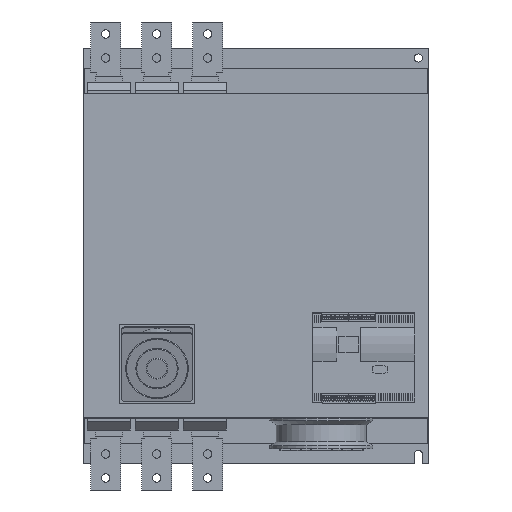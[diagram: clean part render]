
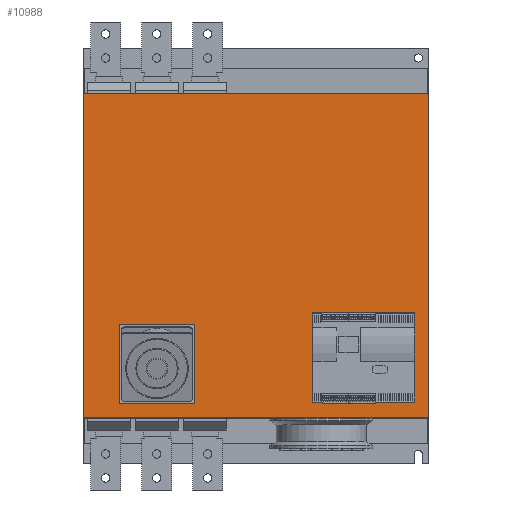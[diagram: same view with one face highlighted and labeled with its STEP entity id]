
A CAD part, front view. The second image highlights one B-rep face of the part: STEP entity #10988.
In plain terms, the highlighted planar face has unit normal (0, -1, 0).
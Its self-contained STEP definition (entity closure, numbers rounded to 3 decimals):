
#5382=EDGE_CURVE('',#9830,#6804,#15787,.T.);
#6036=EDGE_CURVE('',#13268,#6164,#16490,.T.);
#6164=VERTEX_POINT('',#16635);
#6804=VERTEX_POINT('',#17345);
#6898=EDGE_CURVE('',#7356,#10348,#17442,.T.);
#7356=VERTEX_POINT('',#17939);
#7980=VERTEX_POINT('',#18674);
#8546=EDGE_CURVE('',#10478,#9830,#19300,.T.);
#8964=EDGE_CURVE('',#6164,#13806,#19764,.T.);
#9224=EDGE_CURVE('',#10812,#6804,#20063,.T.);
#9328=VERTEX_POINT('',#20182);
#9708=EDGE_CURVE('',#14556,#9328,#20628,.T.);
#9830=VERTEX_POINT('',#20760);
#10158=EDGE_CURVE('',#10348,#14556,#21127,.T.);
#10284=EDGE_CURVE('',#9328,#7356,#21266,.T.);
#10348=VERTEX_POINT('',#21338);
#10478=VERTEX_POINT('',#21485);
#10812=VERTEX_POINT('',#21849);
#10988=ADVANCED_FACE('',(#22047,#22048,#22049),#22050,.T.);
#11750=EDGE_CURVE('',#10478,#10812,#22886,.T.);
#13268=VERTEX_POINT('',#24577);
#13806=VERTEX_POINT('',#25169);
#14348=EDGE_CURVE('',#13806,#7980,#25783,.T.);
#14382=EDGE_CURVE('',#7980,#13268,#25819,.T.);
#14556=VERTEX_POINT('',#26009);
#15787=LINE('',#27367,#27368);
#16490=LINE('',#28367,#28368);
#16635=CARTESIAN_POINT('',(-102.5,-249.0,-460.5));
#17345=CARTESIAN_POINT('',(288.0,-249.,-76.5));
#17442=LINE('',#29693,#29694);
#17939=CARTESIAN_POINT('',(264.4,-249.0,-440.35));
#18674=CARTESIAN_POINT('',(-227.5,-249.0,-592.7));
#19300=LINE('',#32255,#32256);
#19764=LINE('',#32877,#32878);
#20063=LINE('',#33291,#33292);
#20182=CARTESIAN_POINT('',(94.4,-249.0,-440.35));
#20628=LINE('',#34037,#34038);
#20760=CARTESIAN_POINT('',(-288.0,-249.,-76.5));
#21127=LINE('',#34710,#34711);
#21266=LINE('',#34910,#34911);
#21338=CARTESIAN_POINT('',(264.4,-249.0,-588.35));
#21485=CARTESIAN_POINT('',(-288.0,-249.,-616.5));
#21849=CARTESIAN_POINT('',(288.0,-249.,-616.5));
#22047=FACE_BOUND('',#35999,.T.);
#22048=FACE_BOUND('',#36000,.T.);
#22049=FACE_OUTER_BOUND('',#36001,.T.);
#22050=PLANE('',#36002);
#22886=LINE('',#37165,#37166);
#24577=CARTESIAN_POINT('',(-227.5,-249.0,-460.5));
#25169=CARTESIAN_POINT('',(-102.5,-249.0,-592.7));
#25783=LINE('',#41175,#41176);
#25819=LINE('',#41226,#41227);
#26009=CARTESIAN_POINT('',(94.4,-249.0,-588.35));
#27367=CARTESIAN_POINT('',(-288.0,-249.,-76.5));
#27368=VECTOR('',#43212,1.0);
#28367=CARTESIAN_POINT('',(91.75,-249.0,-460.5));
#28368=VECTOR('',#43864,1.0);
#29693=CARTESIAN_POINT('',(264.4,-249.0,-602.425));
#29694=VECTOR('',#44871,1.0);
#32255=CARTESIAN_POINT('',(-288.0,-249.,-616.5));
#32256=VECTOR('',#47018,1.0);
#32877=CARTESIAN_POINT('',(-102.5,-249.0,-604.6));
#32878=VECTOR('',#47545,1.0);
#33291=CARTESIAN_POINT('',(288.0,-249.,-616.5));
#33292=VECTOR('',#47924,1.0);
#34037=CARTESIAN_POINT('',(94.4,-249.0,-528.425));
#34038=VECTOR('',#48710,1.0);
#34710=CARTESIAN_POINT('',(190.2,-249.0,-588.35));
#34711=VECTOR('',#49267,1.0);
#34910=CARTESIAN_POINT('',(275.2,-249.0,-440.35));
#34911=VECTOR('',#49431,1.0);
#35999=EDGE_LOOP('',(#50294,#50295,#50296,#50297));
#36000=EDGE_LOOP('',(#50298,#50299,#50300,#50301));
#36001=EDGE_LOOP('',(#50302,#50303,#50304,#50305));
#36002=AXIS2_PLACEMENT_3D('',#50306,#50307,#50308);
#37165=CARTESIAN_POINT('',(-288.0,-249.,-616.5));
#37166=VECTOR('',#51187,1.0);
#41175=CARTESIAN_POINT('',(29.25,-249.0,-592.7));
#41176=VECTOR('',#54519,1.0);
#41226=CARTESIAN_POINT('',(-227.5,-249.0,-538.5));
#41227=VECTOR('',#54546,1.0);
#43212=DIRECTION('',(1.0,0.0,0.0));
#43864=DIRECTION('',(1.0,0.0,0.0));
#44871=DIRECTION('',(0.0,0.0,-1.0));
#47018=DIRECTION('',(0.0,0.0,1.0));
#47545=DIRECTION('',(0.0,0.0,-1.0));
#47924=DIRECTION('',(0.0,0.0,1.0));
#48710=DIRECTION('',(0.0,0.0,1.0));
#49267=DIRECTION('',(-1.0,0.0,0.0));
#49431=DIRECTION('',(1.0,0.0,0.0));
#50294=ORIENTED_EDGE('',*,*,#14382,.T.);
#50295=ORIENTED_EDGE('',*,*,#6036,.T.);
#50296=ORIENTED_EDGE('',*,*,#8964,.T.);
#50297=ORIENTED_EDGE('',*,*,#14348,.T.);
#50298=ORIENTED_EDGE('',*,*,#9708,.T.);
#50299=ORIENTED_EDGE('',*,*,#10284,.T.);
#50300=ORIENTED_EDGE('',*,*,#6898,.T.);
#50301=ORIENTED_EDGE('',*,*,#10158,.T.);
#50302=ORIENTED_EDGE('',*,*,#9224,.T.);
#50303=ORIENTED_EDGE('',*,*,#5382,.F.);
#50304=ORIENTED_EDGE('',*,*,#8546,.F.);
#50305=ORIENTED_EDGE('',*,*,#11750,.T.);
#50306=CARTESIAN_POINT('',(286.0,-249.,-616.5));
#50307=DIRECTION('',(0.0,-1.0,0.0));
#50308=DIRECTION('',(0.0,0.0,-1.0));
#51187=DIRECTION('',(1.0,0.0,0.0));
#54519=DIRECTION('',(-1.0,0.0,0.0));
#54546=DIRECTION('',(0.0,0.0,1.0));
